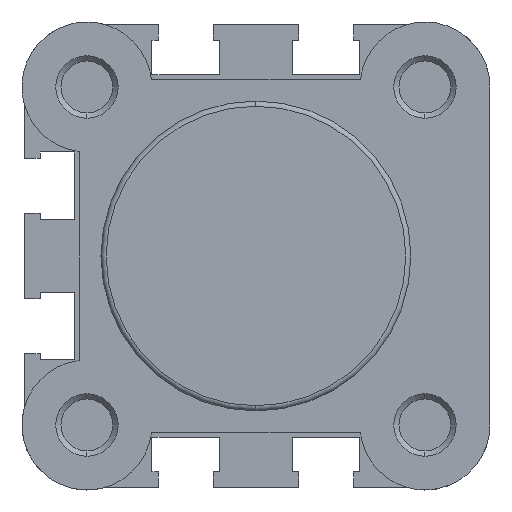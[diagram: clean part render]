
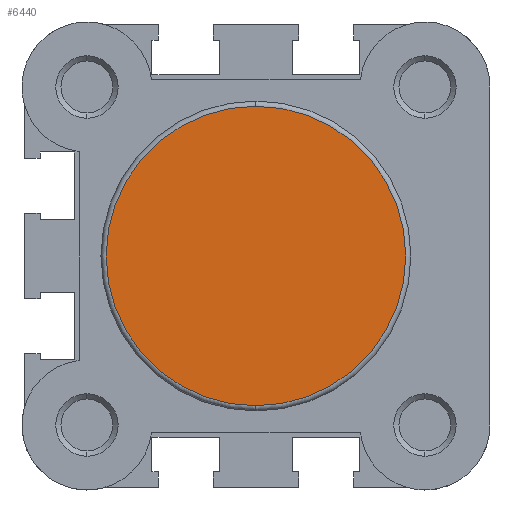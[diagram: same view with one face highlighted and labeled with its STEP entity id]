
A CAD part, left-side view. The second image highlights one B-rep face of the part: STEP entity #6440.
In plain terms, the highlighted planar face has unit normal (-1, 0, 0).
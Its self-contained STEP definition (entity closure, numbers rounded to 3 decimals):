
#217 = ORIENTED_EDGE ( 'NONE', *, *, #4217, .T. ) ;
#218 = ORIENTED_EDGE ( 'NONE', *, *, #4133, .T. ) ;
#977 = CIRCLE ( 'NONE', #3853, 14.4 ) ;
#1100 = CIRCLE ( 'NONE', #3808, 14.4 ) ;
#1802 = EDGE_LOOP ( 'NONE', ( #218, #217 ) ) ;
#2492 = CARTESIAN_POINT ( 'NONE',  ( 0., 0., 14.4 ) ) ;
#2583 = CARTESIAN_POINT ( 'NONE',  ( 0., 0., -14.4 ) ) ;
#3360 = FACE_OUTER_BOUND ( 'NONE', #1802, .T. ) ;
#3547 = AXIS2_PLACEMENT_3D ( 'NONE', #5156, #5143, #5141 ) ;
#3808 = AXIS2_PLACEMENT_3D ( 'NONE', #5691, #5791, #6045 ) ;
#3853 = AXIS2_PLACEMENT_3D ( 'NONE', #5235, #5752, #5405 ) ;
#4133 = EDGE_CURVE ( 'NONE', #4656, #4607, #977, .T. ) ;
#4217 = EDGE_CURVE ( 'NONE', #4607, #4656, #1100, .T. ) ;
#4607 = VERTEX_POINT ( 'NONE', #2583 ) ;
#4656 = VERTEX_POINT ( 'NONE', #2492 ) ;
#5141 = DIRECTION ( 'NONE',  ( 0., 0., 1. ) ) ;
#5143 = DIRECTION ( 'NONE',  ( -1., 0., 0. ) ) ;
#5155 = PLANE ( 'NONE',  #3547 ) ;
#5156 = CARTESIAN_POINT ( 'NONE',  ( 0., -14.9, 0. ) ) ;
#5235 = CARTESIAN_POINT ( 'NONE',  ( 0., 0., 0. ) ) ;
#5405 = DIRECTION ( 'NONE',  ( 0., 0., 1. ) ) ;
#5691 = CARTESIAN_POINT ( 'NONE',  ( 0., 0., 0. ) ) ;
#5752 = DIRECTION ( 'NONE',  ( -1., 0., 0. ) ) ;
#5791 = DIRECTION ( 'NONE',  ( -1., 0., 0. ) ) ;
#6045 = DIRECTION ( 'NONE',  ( 0., 0., 1. ) ) ;
#6440 = ADVANCED_FACE ( 'NONE', ( #3360 ), #5155, .T. ) ;
